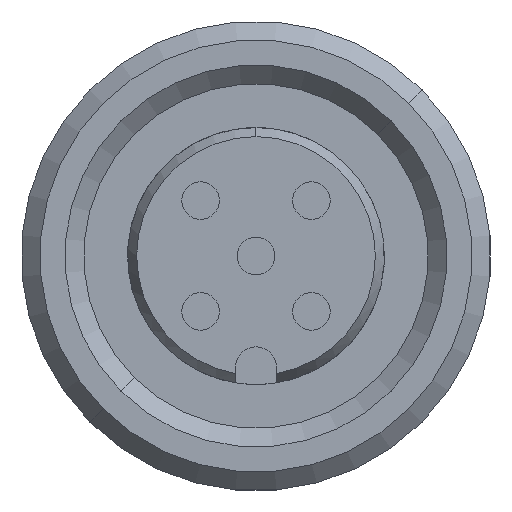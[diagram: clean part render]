
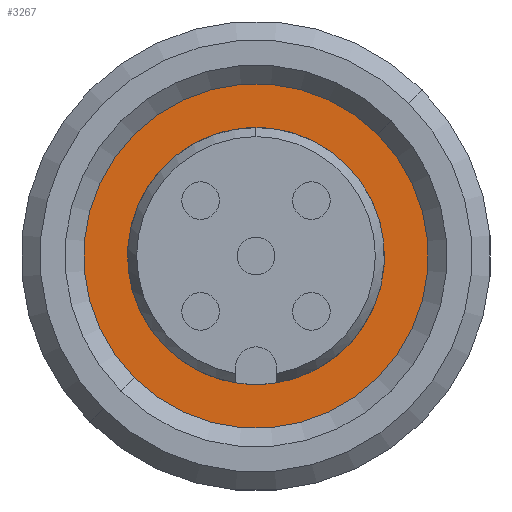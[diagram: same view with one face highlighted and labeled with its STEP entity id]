
A CAD part, left-side view. The second image highlights one B-rep face of the part: STEP entity #3267.
In plain terms, the highlighted planar face has unit normal (-1, 0, 0).
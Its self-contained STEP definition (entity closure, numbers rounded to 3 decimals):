
#45 = VERTEX_POINT ( 'NONE', #2784 ) ;
#155 = VERTEX_POINT ( 'NONE', #1302 ) ;
#291 = FACE_OUTER_BOUND ( 'NONE', #1171, .T. ) ;
#381 = DIRECTION ( 'NONE',  ( 0., -0.707, 0.707 ) ) ;
#798 = CARTESIAN_POINT ( 'NONE',  ( 0., -3.889, 3.963 ) ) ;
#1030 = EDGE_CURVE ( 'NONE', #45, #155, #3917, .T. ) ;
#1171 = EDGE_LOOP ( 'NONE', ( #1886, #2907 ) ) ;
#1193 = CARTESIAN_POINT ( 'NONE',  ( 0., 3.889, -3.815 ) ) ;
#1239 = DIRECTION ( 'NONE',  ( 0., -0.707, 0.707 ) ) ;
#1302 = CARTESIAN_POINT ( 'NONE',  ( 0., -2.899, 2.973 ) ) ;
#1452 = EDGE_CURVE ( 'NONE', #155, #45, #4194, .T. ) ;
#1713 = AXIS2_PLACEMENT_3D ( 'NONE', #2479, #2995, #1239 ) ;
#1743 = DIRECTION ( 'NONE',  ( 0., -0.707, 0.707 ) ) ;
#1886 = ORIENTED_EDGE ( 'NONE', *, *, #5049, .T. ) ;
#2089 = VERTEX_POINT ( 'NONE', #798 ) ;
#2277 = DIRECTION ( 'NONE',  ( -1., 0., 0. ) ) ;
#2342 = AXIS2_PLACEMENT_3D ( 'NONE', #3269, #5043, #381 ) ;
#2442 = AXIS2_PLACEMENT_3D ( 'NONE', #2580, #3459, #1743 ) ;
#2479 = CARTESIAN_POINT ( 'NONE',  ( 0., 0., 0.074 ) ) ;
#2580 = CARTESIAN_POINT ( 'NONE',  ( 0., 0., 0.074 ) ) ;
#2784 = CARTESIAN_POINT ( 'NONE',  ( 0., 2.899, -2.825 ) ) ;
#2907 = ORIENTED_EDGE ( 'NONE', *, *, #3201, .T. ) ;
#2995 = DIRECTION ( 'NONE',  ( -1., 0., 0. ) ) ;
#3201 = EDGE_CURVE ( 'NONE', #5510, #2089, #4839, .T. ) ;
#3267 = ADVANCED_FACE ( 'NONE', ( #4698, #291 ), #4227, .T. ) ;
#3269 = CARTESIAN_POINT ( 'NONE',  ( 0., 0., 0.074 ) ) ;
#3379 = CARTESIAN_POINT ( 'NONE',  ( 0., -3.394, 3.468 ) ) ;
#3459 = DIRECTION ( 'NONE',  ( -1., 0., 0. ) ) ;
#3622 = AXIS2_PLACEMENT_3D ( 'NONE', #5250, #2277, #5282 ) ;
#3917 = CIRCLE ( 'NONE', #2442, 4.1 ) ;
#4174 = CIRCLE ( 'NONE', #3622, 5.5 ) ;
#4194 = CIRCLE ( 'NONE', #1713, 4.1 ) ;
#4227 = PLANE ( 'NONE',  #5576 ) ;
#4318 = DIRECTION ( 'NONE',  ( 0., 0., 1. ) ) ;
#4698 = FACE_BOUND ( 'NONE', #5133, .T. ) ;
#4753 = DIRECTION ( 'NONE',  ( -1., 0., 0. ) ) ;
#4839 = CIRCLE ( 'NONE', #2342, 5.5 ) ;
#5043 = DIRECTION ( 'NONE',  ( -1., 0., 0. ) ) ;
#5046 = ORIENTED_EDGE ( 'NONE', *, *, #1452, .F. ) ;
#5049 = EDGE_CURVE ( 'NONE', #2089, #5510, #4174, .T. ) ;
#5133 = EDGE_LOOP ( 'NONE', ( #5046, #5589 ) ) ;
#5250 = CARTESIAN_POINT ( 'NONE',  ( 0., 0., 0.074 ) ) ;
#5282 = DIRECTION ( 'NONE',  ( 0., -0.707, 0.707 ) ) ;
#5510 = VERTEX_POINT ( 'NONE', #1193 ) ;
#5576 = AXIS2_PLACEMENT_3D ( 'NONE', #3379, #4753, #4318 ) ;
#5589 = ORIENTED_EDGE ( 'NONE', *, *, #1030, .F. ) ;
